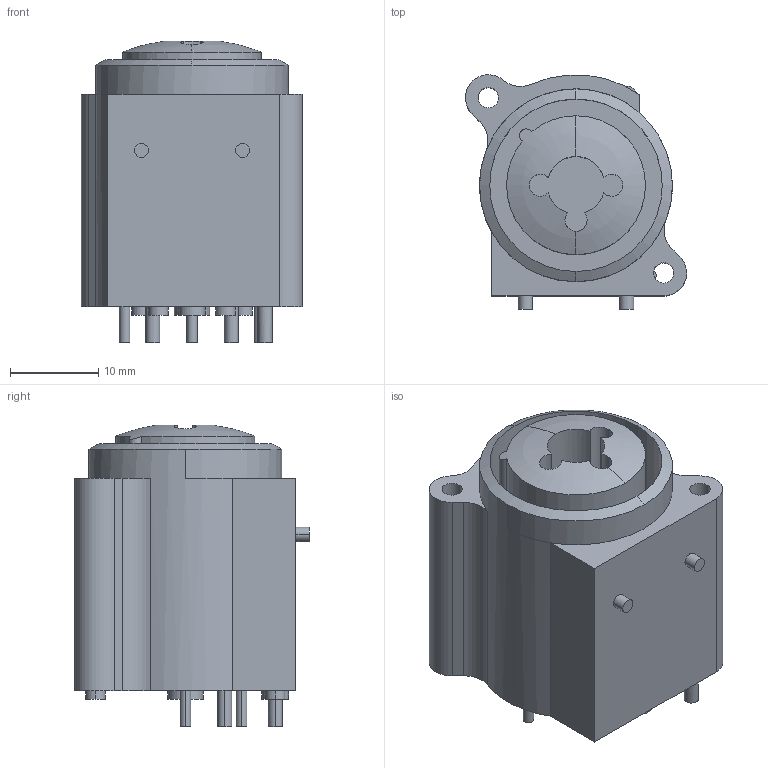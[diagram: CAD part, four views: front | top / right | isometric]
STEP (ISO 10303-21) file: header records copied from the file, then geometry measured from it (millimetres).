
FILE_DESCRIPTION((''),'2;1');
FILE_NAME('D-NCJ6FAV-0','2014-11-19T',('tho'),(''),'PRO/ENGINEER BY PARAMETRIC TECHNOLOGY CORPORATION, 2013430','PRO/ENGINEER BY PARAMETRIC TECHNOLOGY CORPORATION, 2013430','');
FILE_SCHEMA(('AUTOMOTIVE_DESIGN_CC2 { 1 2 10303 214 -1 1 5 2 }'));
Length unit declared in the file: millimetre
Products named in the file (1): D-NCJ6FAV-0
Bounding box: 24.99 x 26.5 x 34.1 mm (x, y, z)
Volume: 11880.6 mm3; surface area: 5690.4 mm2
Topology: 1 solids, 1 shells, 87 faces, 207 edges, 136 vertices
Faces by surface type: cylinder 54, plane 29, sphere 4
Entity records: 2896 total; most frequent: CARTESIAN_POINT 521, DIRECTION 507, ORIENTED_EDGE 414, AXIS2_PLACEMENT_3D 218, COLOUR_RGB 209, EDGE_CURVE 207, VERTEX_POINT 136, CIRCLE 131
